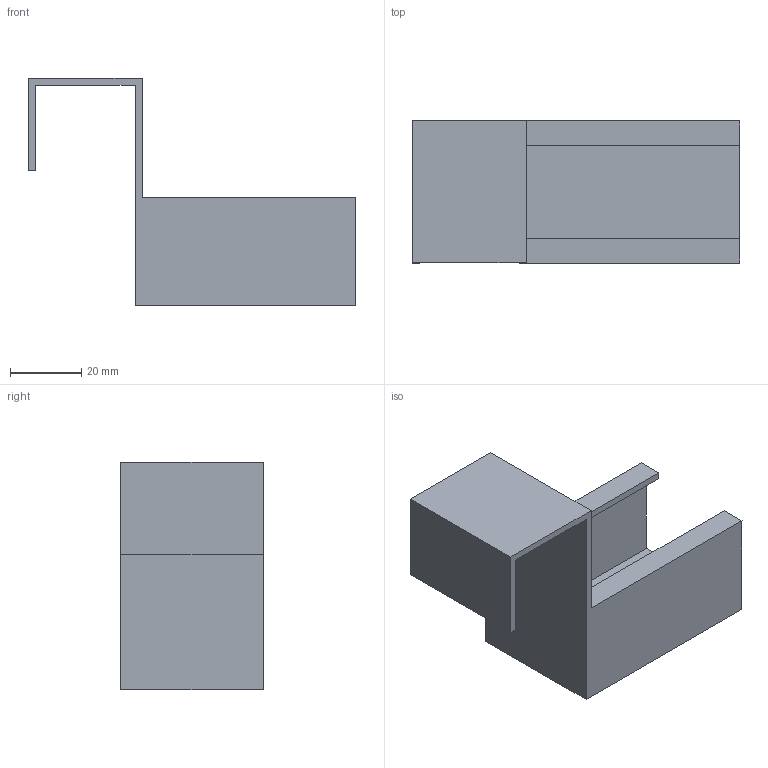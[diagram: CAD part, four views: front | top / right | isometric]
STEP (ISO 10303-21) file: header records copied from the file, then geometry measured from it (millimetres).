
FILE_DESCRIPTION(('STEP AP214'),'1');
FILE_NAME('cctmp_4C561B39-8520-435A-82FC-CCF057FF6B70_2020_1_15_8_31_55_611..stp','2020-01-15T07:31:55',('Bosch Rexroth AG'),('CADClick - www.CADClick.com'),'Spatial InterOp 3D',' ','unknown authorization - (Healing Option Enabled)');
FILE_SCHEMA(('AUTOMOTIVE_DESIGN'));
Length unit declared in the file: millimetre
Products named in the file (1): 2020_01_15__08-31-55-611
Bounding box: 92 x 40 x 64 mm (x, y, z)
Volume: 22280 mm3; surface area: 23152 mm2
Topology: 1 solids, 1 shells, 20 faces, 54 edges, 36 vertices
Faces by surface type: plane 20
Entity records: 803 total; most frequent: CARTESIAN_POINT 111, ORIENTED_EDGE 108, DIRECTION 96, EDGE_CURVE 54, LINE 54, VECTOR 54, VERTEX_POINT 36, STYLED_ITEM 21
